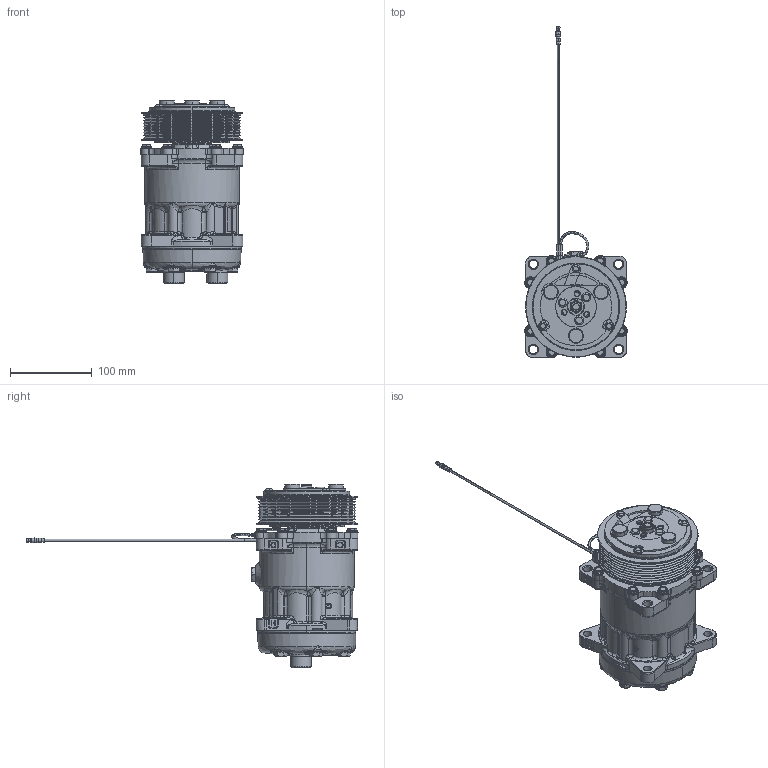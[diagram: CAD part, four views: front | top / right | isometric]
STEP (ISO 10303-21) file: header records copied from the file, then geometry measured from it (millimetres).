
FILE_DESCRIPTION (( 'STEP AP203' ), '1' );
FILE_NAME ('SANDEN_4764_REV_D_COMPR_AC1.STEP', '2011-04-01T22:46:34', ( '' ), ( '' ), 'SwSTEP 2.0', 'SolidWorks 2010', '' );
FILE_SCHEMA (( 'CONFIG_CONTROL_DESIGN' ));
Length unit declared in the file: millimetre
Products named in the file (1): SANDEN_4764_REV_D_COMPR_AC1
Bounding box: 125 x 405.39 x 224.04 mm (x, y, z)
Volume: 2068787.8 mm3; surface area: 241056 mm2
Topology: 1 solids, 11 shells, 2168 faces, 5696 edges, 3598 vertices
Faces by surface type: cylinder 646, bspline 558, plane 550, cone 209, torus 179, sphere 26
Entity records: 166457 total; most frequent: CARTESIAN_POINT 119680, ORIENTED_EDGE 11318, DIRECTION 7400, EDGE_CURVE 5659, VERTEX_POINT 3598, AXIS2_PLACEMENT_3D 2879, B_SPLINE_CURVE_WITH_KNOTS 2542, EDGE_LOOP 2343
